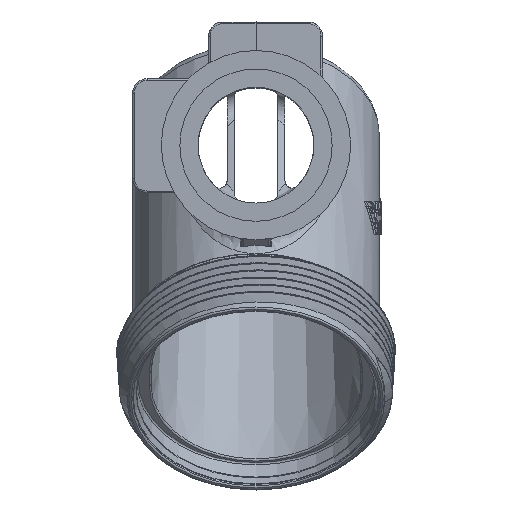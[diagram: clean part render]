
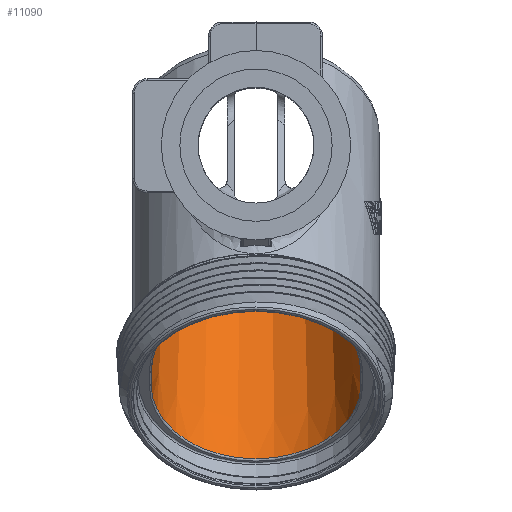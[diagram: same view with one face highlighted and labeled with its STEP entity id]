
A CAD part, top view. The second image highlights one B-rep face of the part: STEP entity #11090.
In plain terms, the highlighted conical face has half-angle 2 degrees and reference radius 46.086 mm.
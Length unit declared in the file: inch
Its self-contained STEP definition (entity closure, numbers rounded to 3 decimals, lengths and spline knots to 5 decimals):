
#1417=FACE_OUTER_BOUND('',#2083,.T.);
#2083=EDGE_LOOP('',(#9026,#9027,#9028,#9029));
#2494=CIRCLE('',#11608,1.81339);
#2677=CIRCLE('',#12052,1.622);
#3408=LINE('',#24653,#4084);
#3409=LINE('',#24655,#4085);
#4084=VECTOR('',#14157,0.3937);
#4085=VECTOR('',#14160,0.3937);
#4651=VERTEX_POINT('',#18897);
#4653=VERTEX_POINT('',#18903);
#5066=VERTEX_POINT('',#24618);
#5067=VERTEX_POINT('',#24620);
#5846=EDGE_CURVE('',#4651,#4653,#2494,.T.);
#6495=EDGE_CURVE('',#5066,#5067,#2677,.T.);
#6504=EDGE_CURVE('',#4651,#5067,#3408,.T.);
#6505=EDGE_CURVE('',#4653,#5066,#3409,.T.);
#9026=ORIENTED_EDGE('',*,*,#5846,.F.);
#9027=ORIENTED_EDGE('',*,*,#6504,.T.);
#9028=ORIENTED_EDGE('',*,*,#6495,.F.);
#9029=ORIENTED_EDGE('',*,*,#6505,.F.);
#10746=CONICAL_SURFACE('',#12063,1.8144,0.035);
#11090=ADVANCED_FACE('',(#1417),#10746,.F.);
#11608=AXIS2_PLACEMENT_3D('',#18907,#13030,#13031);
#12052=AXIS2_PLACEMENT_3D('',#24621,#14133,#14134);
#12063=AXIS2_PLACEMENT_3D('',#24656,#14161,#14162);
#13030=DIRECTION('center_axis',(0.,0.707,
-0.707));
#13031=DIRECTION('ref_axis',(0.,-0.707,-0.707));
#14133=DIRECTION('center_axis',(0.,-0.707,0.707));
#14134=DIRECTION('ref_axis',(1.,0.,0.));
#14157=DIRECTION('',(-0.035,0.707,-0.707));
#14160=DIRECTION('',(0.035,0.707,-0.707));
#14161=DIRECTION('center_axis',(0.,-0.707,0.707));
#14162=DIRECTION('ref_axis',(1.,0.,0.));
#18897=CARTESIAN_POINT('',(1.81339,-4.12846,3.98073));
#18903=CARTESIAN_POINT('',(-1.81339,-4.12846,3.98073));
#18907=CARTESIAN_POINT('Origin',(0.,-4.12846,3.98073));
#24618=CARTESIAN_POINT('',(-1.622,-0.25296,0.10523));
#24620=CARTESIAN_POINT('',(1.622,-0.25296,0.10523));
#24621=CARTESIAN_POINT('Origin',(0.,-0.25296,0.10523));
#24653=CARTESIAN_POINT('',(1.8144,-4.14894,4.0012));
#24655=CARTESIAN_POINT('',(-1.8144,-4.14894,4.0012));
#24656=CARTESIAN_POINT('Origin',(0.,-4.14894,4.0012));
